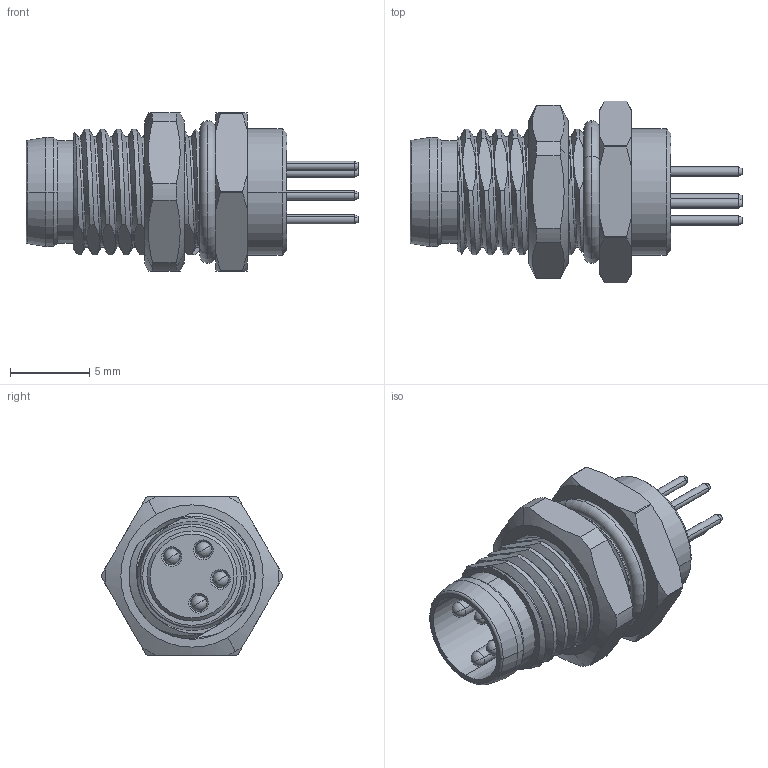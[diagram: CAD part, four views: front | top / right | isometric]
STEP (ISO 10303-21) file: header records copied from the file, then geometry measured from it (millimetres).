
FILE_DESCRIPTION((''),'2;1');
FILE_NAME('SHELL15T4_44','2025-09-22T',('gongchengVI'),(''),'PRO/ENGINEER BY PARAMETRIC TECHNOLOGY CORPORATION, 2010280','PRO/ENGINEER BY PARAMETRIC TECHNOLOGY CORPORATION, 2010280','');
FILE_SCHEMA(('CONFIG_CONTROL_DESIGN'));
Length unit declared in the file: millimetre
Products named in the file (1): SHELL15T4_44
Bounding box: 21 x 11.5 x 10 mm (x, y, z)
Volume: 326.1 mm3; surface area: 2074.4 mm2
Topology: 1 solids, 9 shells, 335 faces, 793 edges, 500 vertices
Faces by surface type: cylinder 144, plane 85, cone 80, bspline 12, sphere 8, torus 6
Entity records: 13364 total; most frequent: CARTESIAN_POINT 5625, DIRECTION 1645, ORIENTED_EDGE 1570, EDGE_CURVE 785, AXIS2_PLACEMENT_3D 682, VERTEX_POINT 500, EDGE_LOOP 381, CIRCLE 358
